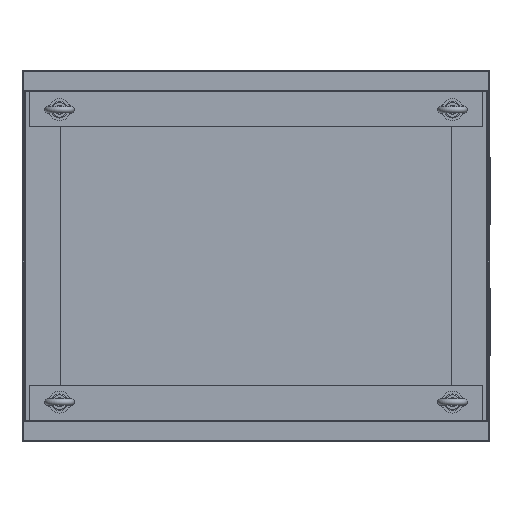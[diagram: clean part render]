
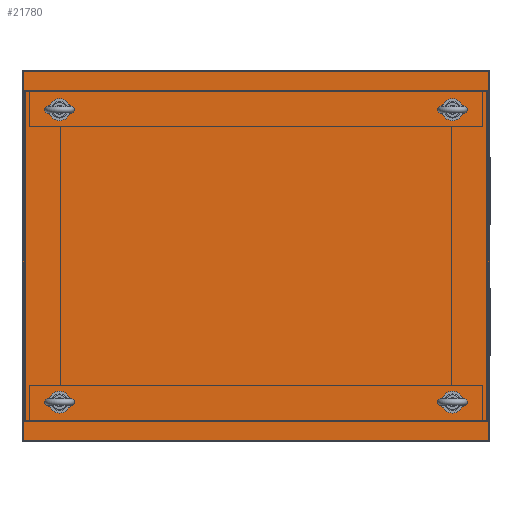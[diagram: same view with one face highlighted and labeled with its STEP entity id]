
A CAD part, top view. The second image highlights one B-rep face of the part: STEP entity #21780.
In plain terms, the highlighted face is planar.
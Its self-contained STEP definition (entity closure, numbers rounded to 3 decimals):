
#21405=DIRECTION('',(0.,-1.,0.));
#21406=VECTOR('',#21405,425.);
#21407=CARTESIAN_POINT('',(-267.5,212.5,0.));
#21408=LINE('',#21407,#21406);
#21409=DIRECTION('',(1.,0.,0.));
#21410=VECTOR('',#21409,535.);
#21411=CARTESIAN_POINT('',(-267.5,-212.5,0.));
#21412=LINE('',#21411,#21410);
#21413=DIRECTION('',(0.,1.,0.));
#21414=VECTOR('',#21413,425.);
#21415=CARTESIAN_POINT('',(267.5,-212.5,0.));
#21416=LINE('',#21415,#21414);
#21417=DIRECTION('',(-1.,0.,0.));
#21418=VECTOR('',#21417,535.);
#21419=CARTESIAN_POINT('',(267.5,212.5,0.));
#21420=LINE('',#21419,#21418);
#21421=CARTESIAN_POINT('',(-225.,167.5,0.));
#21422=DIRECTION('',(0.,0.,1.));
#21423=DIRECTION('',(1.,0.,0.));
#21424=AXIS2_PLACEMENT_3D('',#21421,#21422,#21423);
#21426=CARTESIAN_POINT('',(-225.,167.5,0.));
#21427=DIRECTION('',(0.,0.,1.));
#21428=DIRECTION('',(-1.,0.,0.));
#21429=AXIS2_PLACEMENT_3D('',#21426,#21427,#21428);
#21431=CARTESIAN_POINT('',(225.,167.5,0.));
#21432=DIRECTION('',(0.,0.,1.));
#21433=DIRECTION('',(1.,0.,0.));
#21434=AXIS2_PLACEMENT_3D('',#21431,#21432,#21433);
#21436=CARTESIAN_POINT('',(225.,167.5,0.));
#21437=DIRECTION('',(0.,0.,1.));
#21438=DIRECTION('',(-1.,0.,0.));
#21439=AXIS2_PLACEMENT_3D('',#21436,#21437,#21438);
#21441=CARTESIAN_POINT('',(225.,-167.5,0.));
#21442=DIRECTION('',(0.,0.,1.));
#21443=DIRECTION('',(1.,0.,0.));
#21444=AXIS2_PLACEMENT_3D('',#21441,#21442,#21443);
#21446=CARTESIAN_POINT('',(225.,-167.5,0.));
#21447=DIRECTION('',(0.,0.,1.));
#21448=DIRECTION('',(-1.,0.,0.));
#21449=AXIS2_PLACEMENT_3D('',#21446,#21447,#21448);
#21451=CARTESIAN_POINT('',(-225.,-167.5,0.));
#21452=DIRECTION('',(0.,0.,1.));
#21453=DIRECTION('',(1.,0.,0.));
#21454=AXIS2_PLACEMENT_3D('',#21451,#21452,#21453);
#21456=CARTESIAN_POINT('',(-225.,-167.5,0.));
#21457=DIRECTION('',(0.,0.,1.));
#21458=DIRECTION('',(-1.,0.,0.));
#21459=AXIS2_PLACEMENT_3D('',#21456,#21457,#21458);
#21661=CARTESIAN_POINT('',(-267.5,212.5,0.));
#21662=CARTESIAN_POINT('',(-267.5,-212.5,0.));
#21663=VERTEX_POINT('',#21661);
#21664=VERTEX_POINT('',#21662);
#21665=CARTESIAN_POINT('',(267.5,-212.5,0.));
#21666=VERTEX_POINT('',#21665);
#21667=CARTESIAN_POINT('',(267.5,212.5,0.));
#21668=VERTEX_POINT('',#21667);
#21709=CARTESIAN_POINT('',(-218.75,167.5,0.));
#21710=CARTESIAN_POINT('',(-231.25,167.5,0.));
#21711=VERTEX_POINT('',#21709);
#21712=VERTEX_POINT('',#21710);
#21713=CARTESIAN_POINT('',(231.25,167.5,0.));
#21714=CARTESIAN_POINT('',(218.75,167.5,0.));
#21715=VERTEX_POINT('',#21713);
#21716=VERTEX_POINT('',#21714);
#21717=CARTESIAN_POINT('',(231.25,-167.5,0.));
#21718=CARTESIAN_POINT('',(218.75,-167.5,0.));
#21719=VERTEX_POINT('',#21717);
#21720=VERTEX_POINT('',#21718);
#21721=CARTESIAN_POINT('',(-218.75,-167.5,0.));
#21722=CARTESIAN_POINT('',(-231.25,-167.5,0.));
#21723=VERTEX_POINT('',#21721);
#21724=VERTEX_POINT('',#21722);
#21741=CARTESIAN_POINT('',(0.,0.,0.));
#21742=DIRECTION('',(0.,0.,1.));
#21743=DIRECTION('',(1.,0.,0.));
#21744=AXIS2_PLACEMENT_3D('',#21741,#21742,#21743);
#21745=PLANE('',#21744);
#21747=ORIENTED_EDGE('',*,*,#21746,.T.);
#21749=ORIENTED_EDGE('',*,*,#21748,.T.);
#21751=ORIENTED_EDGE('',*,*,#21750,.T.);
#21753=ORIENTED_EDGE('',*,*,#21752,.T.);
#21754=EDGE_LOOP('',(#21747,#21749,#21751,#21753));
#21755=FACE_OUTER_BOUND('',#21754,.F.);
#21757=ORIENTED_EDGE('',*,*,#21756,.F.);
#21759=ORIENTED_EDGE('',*,*,#21758,.F.);
#21760=EDGE_LOOP('',(#21757,#21759));
#21761=FACE_BOUND('',#21760,.F.);
#21763=ORIENTED_EDGE('',*,*,#21762,.F.);
#21765=ORIENTED_EDGE('',*,*,#21764,.F.);
#21766=EDGE_LOOP('',(#21763,#21765));
#21767=FACE_BOUND('',#21766,.F.);
#21769=ORIENTED_EDGE('',*,*,#21768,.F.);
#21771=ORIENTED_EDGE('',*,*,#21770,.F.);
#21772=EDGE_LOOP('',(#21769,#21771));
#21773=FACE_BOUND('',#21772,.F.);
#21775=ORIENTED_EDGE('',*,*,#21774,.F.);
#21777=ORIENTED_EDGE('',*,*,#21776,.F.);
#21778=EDGE_LOOP('',(#21775,#21777));
#21779=FACE_BOUND('',#21778,.F.);
#21425=CIRCLE('',#21424,6.25);
#21430=CIRCLE('',#21429,6.25);
#21435=CIRCLE('',#21434,6.25);
#21440=CIRCLE('',#21439,6.25);
#21445=CIRCLE('',#21444,6.25);
#21450=CIRCLE('',#21449,6.25);
#21455=CIRCLE('',#21454,6.25);
#21460=CIRCLE('',#21459,6.25);
#21746=EDGE_CURVE('',#21663,#21664,#21408,.T.);
#21748=EDGE_CURVE('',#21664,#21666,#21412,.T.);
#21750=EDGE_CURVE('',#21666,#21668,#21416,.T.);
#21752=EDGE_CURVE('',#21668,#21663,#21420,.T.);
#21756=EDGE_CURVE('',#21711,#21712,#21425,.T.);
#21758=EDGE_CURVE('',#21712,#21711,#21430,.T.);
#21762=EDGE_CURVE('',#21715,#21716,#21435,.T.);
#21764=EDGE_CURVE('',#21716,#21715,#21440,.T.);
#21768=EDGE_CURVE('',#21719,#21720,#21445,.T.);
#21770=EDGE_CURVE('',#21720,#21719,#21450,.T.);
#21774=EDGE_CURVE('',#21723,#21724,#21455,.T.);
#21776=EDGE_CURVE('',#21724,#21723,#21460,.T.);
#21780=ADVANCED_FACE('',(#21755,#21761,#21767,#21773,#21779),#21745,.F.);
